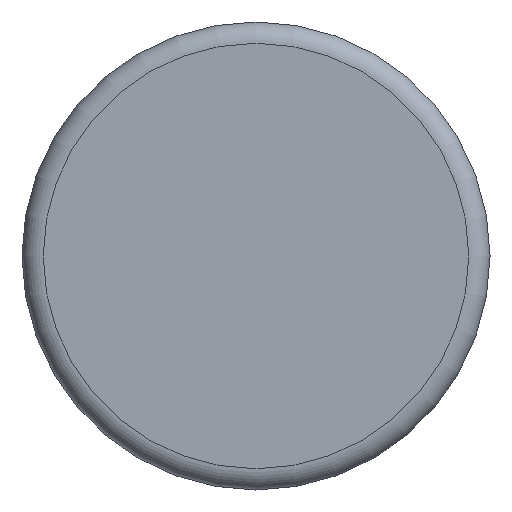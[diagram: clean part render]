
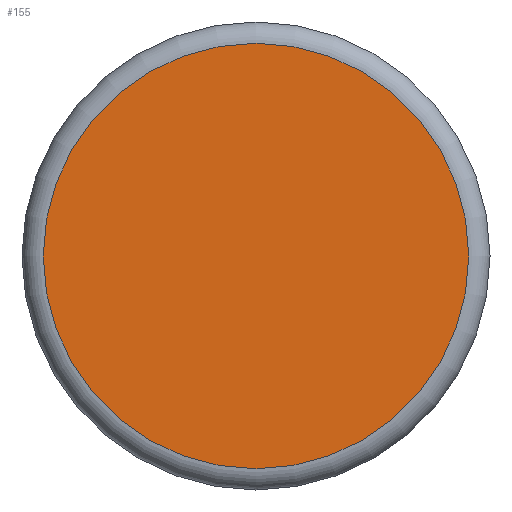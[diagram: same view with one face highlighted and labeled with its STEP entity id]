
A CAD part, front view. The second image highlights one B-rep face of the part: STEP entity #155.
In plain terms, the highlighted planar face has unit normal (0, -1, 0).
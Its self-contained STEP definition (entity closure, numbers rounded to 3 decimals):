
#23=PLANE('',#194);
#30=FACE_OUTER_BOUND('',#40,.T.);
#40=EDGE_LOOP('',(#130,#131));
#55=CIRCLE('',#188,2.5);
#56=CIRCLE('',#189,2.5);
#74=VERTEX_POINT('',#290);
#75=VERTEX_POINT('',#292);
#92=EDGE_CURVE('',#74,#75,#55,.T.);
#93=EDGE_CURVE('',#75,#74,#56,.T.);
#130=ORIENTED_EDGE('',*,*,#93,.F.);
#131=ORIENTED_EDGE('',*,*,#92,.F.);
#155=ADVANCED_FACE('',(#30),#23,.F.);
#188=AXIS2_PLACEMENT_3D('',#293,#235,#236);
#189=AXIS2_PLACEMENT_3D('',#294,#237,#238);
#194=AXIS2_PLACEMENT_3D('',#302,#248,#249);
#235=DIRECTION('center_axis',(0.,1.,0.));
#236=DIRECTION('ref_axis',(1.,0.,0.));
#237=DIRECTION('center_axis',(0.,1.,0.));
#238=DIRECTION('ref_axis',(1.,0.,0.));
#248=DIRECTION('center_axis',(0.,1.,0.));
#249=DIRECTION('ref_axis',(1.,0.,0.));
#290=CARTESIAN_POINT('',(0.,0.,-2.5));
#292=CARTESIAN_POINT('',(-2.5,0.,0.));
#293=CARTESIAN_POINT('Origin',(0.,0.,0.));
#294=CARTESIAN_POINT('Origin',(0.,0.,0.));
#302=CARTESIAN_POINT('Origin',(0.,0.,0.));
